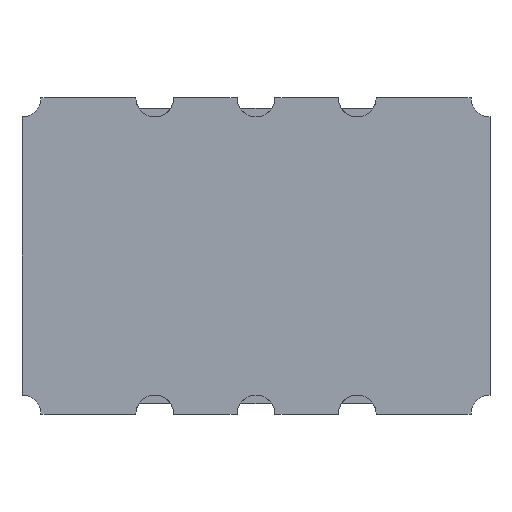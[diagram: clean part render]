
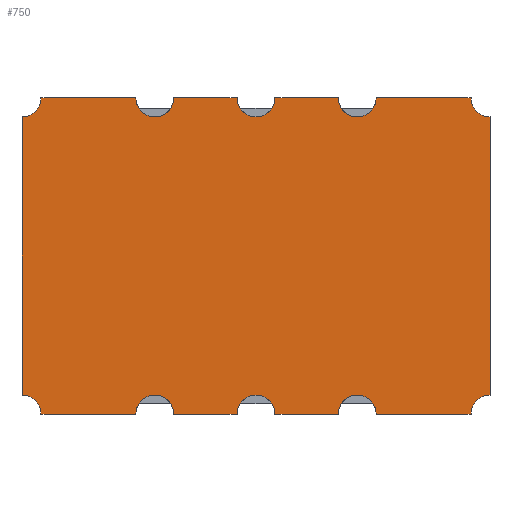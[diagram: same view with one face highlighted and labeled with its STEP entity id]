
A CAD part, front view. The second image highlights one B-rep face of the part: STEP entity #750.
In plain terms, the highlighted planar face has unit normal (0, -1, 0).
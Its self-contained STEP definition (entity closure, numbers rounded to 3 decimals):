
#70=FACE_OUTER_BOUND('',#112,.T.);
#112=EDGE_LOOP('',(#661,#662,#663,#664,#665,#666,#667,#668,#669,#670,#671,
#672,#673,#674,#675,#676,#677,#678,#679,#680));
#153=LINE('',#1227,#221);
#156=LINE('',#1235,#224);
#159=LINE('',#1243,#227);
#162=LINE('',#1251,#230);
#165=LINE('',#1259,#233);
#168=LINE('',#1267,#236);
#171=LINE('',#1275,#239);
#174=LINE('',#1283,#242);
#177=LINE('',#1291,#245);
#180=LINE('',#1298,#248);
#221=VECTOR('',#997,10.);
#224=VECTOR('',#1006,10.);
#227=VECTOR('',#1015,10.);
#230=VECTOR('',#1024,10.);
#233=VECTOR('',#1033,10.);
#236=VECTOR('',#1042,10.);
#239=VECTOR('',#1051,10.);
#242=VECTOR('',#1060,10.);
#245=VECTOR('',#1069,10.);
#248=VECTOR('',#1078,10.);
#279=CIRCLE('',#817,0.15);
#280=CIRCLE('',#820,0.15);
#281=CIRCLE('',#823,0.15);
#282=CIRCLE('',#826,0.15);
#283=CIRCLE('',#829,0.15);
#284=CIRCLE('',#832,0.15);
#285=CIRCLE('',#835,0.15);
#286=CIRCLE('',#838,0.15);
#287=CIRCLE('',#841,0.15);
#288=CIRCLE('',#844,0.15);
#337=VERTEX_POINT('',#1220);
#338=VERTEX_POINT('',#1221);
#339=VERTEX_POINT('',#1226);
#340=VERTEX_POINT('',#1230);
#341=VERTEX_POINT('',#1234);
#342=VERTEX_POINT('',#1238);
#343=VERTEX_POINT('',#1242);
#344=VERTEX_POINT('',#1246);
#345=VERTEX_POINT('',#1250);
#346=VERTEX_POINT('',#1254);
#347=VERTEX_POINT('',#1258);
#348=VERTEX_POINT('',#1262);
#349=VERTEX_POINT('',#1266);
#350=VERTEX_POINT('',#1270);
#351=VERTEX_POINT('',#1274);
#352=VERTEX_POINT('',#1278);
#353=VERTEX_POINT('',#1282);
#354=VERTEX_POINT('',#1286);
#355=VERTEX_POINT('',#1290);
#356=VERTEX_POINT('',#1294);
#425=EDGE_CURVE('',#337,#338,#279,.T.);
#428=EDGE_CURVE('',#338,#339,#153,.T.);
#430=EDGE_CURVE('',#339,#340,#280,.T.);
#432=EDGE_CURVE('',#340,#341,#156,.T.);
#434=EDGE_CURVE('',#341,#342,#281,.T.);
#436=EDGE_CURVE('',#342,#343,#159,.T.);
#438=EDGE_CURVE('',#343,#344,#282,.T.);
#440=EDGE_CURVE('',#344,#345,#162,.T.);
#442=EDGE_CURVE('',#345,#346,#283,.T.);
#444=EDGE_CURVE('',#347,#346,#165,.T.);
#446=EDGE_CURVE('',#347,#348,#284,.T.);
#448=EDGE_CURVE('',#349,#348,#168,.T.);
#450=EDGE_CURVE('',#349,#350,#285,.T.);
#452=EDGE_CURVE('',#351,#350,#171,.T.);
#454=EDGE_CURVE('',#351,#352,#286,.T.);
#456=EDGE_CURVE('',#353,#352,#174,.T.);
#458=EDGE_CURVE('',#353,#354,#287,.T.);
#460=EDGE_CURVE('',#355,#354,#177,.T.);
#462=EDGE_CURVE('',#355,#356,#288,.T.);
#464=EDGE_CURVE('',#337,#356,#180,.T.);
#661=ORIENTED_EDGE('',*,*,#464,.F.);
#662=ORIENTED_EDGE('',*,*,#425,.T.);
#663=ORIENTED_EDGE('',*,*,#428,.T.);
#664=ORIENTED_EDGE('',*,*,#430,.T.);
#665=ORIENTED_EDGE('',*,*,#432,.T.);
#666=ORIENTED_EDGE('',*,*,#434,.T.);
#667=ORIENTED_EDGE('',*,*,#436,.T.);
#668=ORIENTED_EDGE('',*,*,#438,.T.);
#669=ORIENTED_EDGE('',*,*,#440,.T.);
#670=ORIENTED_EDGE('',*,*,#442,.T.);
#671=ORIENTED_EDGE('',*,*,#444,.F.);
#672=ORIENTED_EDGE('',*,*,#446,.T.);
#673=ORIENTED_EDGE('',*,*,#448,.F.);
#674=ORIENTED_EDGE('',*,*,#450,.T.);
#675=ORIENTED_EDGE('',*,*,#452,.F.);
#676=ORIENTED_EDGE('',*,*,#454,.T.);
#677=ORIENTED_EDGE('',*,*,#456,.F.);
#678=ORIENTED_EDGE('',*,*,#458,.T.);
#679=ORIENTED_EDGE('',*,*,#460,.F.);
#680=ORIENTED_EDGE('',*,*,#462,.T.);
#708=PLANE('',#846);
#750=ADVANCED_FACE('',(#70),#708,.F.);
#817=AXIS2_PLACEMENT_3D('',#1222,#991,#992);
#820=AXIS2_PLACEMENT_3D('',#1231,#1001,#1002);
#823=AXIS2_PLACEMENT_3D('',#1239,#1010,#1011);
#826=AXIS2_PLACEMENT_3D('',#1247,#1019,#1020);
#829=AXIS2_PLACEMENT_3D('',#1255,#1028,#1029);
#832=AXIS2_PLACEMENT_3D('',#1263,#1037,#1038);
#835=AXIS2_PLACEMENT_3D('',#1271,#1046,#1047);
#838=AXIS2_PLACEMENT_3D('',#1279,#1055,#1056);
#841=AXIS2_PLACEMENT_3D('',#1287,#1064,#1065);
#844=AXIS2_PLACEMENT_3D('',#1295,#1073,#1074);
#846=AXIS2_PLACEMENT_3D('',#1299,#1079,#1080);
#991=DIRECTION('center_axis',(0.,1.,0.));
#992=DIRECTION('ref_axis',(0.,0.,-1.));
#997=DIRECTION('',(-1.,0.,0.));
#1001=DIRECTION('center_axis',(0.,1.,0.));
#1002=DIRECTION('ref_axis',(1.,0.,0.));
#1006=DIRECTION('',(-1.,0.,0.));
#1010=DIRECTION('center_axis',(0.,1.,0.));
#1011=DIRECTION('ref_axis',(1.,0.,0.));
#1015=DIRECTION('',(-1.,0.,0.));
#1019=DIRECTION('center_axis',(0.,1.,0.));
#1020=DIRECTION('ref_axis',(1.,0.,0.));
#1024=DIRECTION('',(-1.,0.,0.));
#1028=DIRECTION('center_axis',(0.,1.,0.));
#1029=DIRECTION('ref_axis',(1.,0.,0.));
#1033=DIRECTION('',(0.,0.,1.));
#1037=DIRECTION('center_axis',(0.,1.,0.));
#1038=DIRECTION('ref_axis',(0.,0.,1.));
#1042=DIRECTION('',(-1.,0.,0.));
#1046=DIRECTION('center_axis',(0.,1.,0.));
#1047=DIRECTION('ref_axis',(-1.,0.,0.));
#1051=DIRECTION('',(-1.,0.,0.));
#1055=DIRECTION('center_axis',(0.,1.,0.));
#1056=DIRECTION('ref_axis',(-1.,0.,0.));
#1060=DIRECTION('',(-1.,0.,0.));
#1064=DIRECTION('center_axis',(0.,1.,0.));
#1065=DIRECTION('ref_axis',(-1.,0.,0.));
#1069=DIRECTION('',(-1.,0.,0.));
#1073=DIRECTION('center_axis',(0.,1.,0.));
#1074=DIRECTION('ref_axis',(-1.,0.,0.));
#1078=DIRECTION('',(0.,0.,-1.));
#1079=DIRECTION('center_axis',(0.,1.,0.));
#1080=DIRECTION('ref_axis',(1.,0.,0.));
#1220=CARTESIAN_POINT('',(3.7,0.,1.1));
#1221=CARTESIAN_POINT('',(3.55,0.,1.25));
#1222=CARTESIAN_POINT('Origin',(3.7,0.,1.25));
#1226=CARTESIAN_POINT('',(2.8,0.,1.25));
#1227=CARTESIAN_POINT('',(3.55,0.,1.25));
#1230=CARTESIAN_POINT('',(2.5,0.,1.25));
#1231=CARTESIAN_POINT('Origin',(2.65,0.,1.25));
#1234=CARTESIAN_POINT('',(2.,0.,1.25));
#1235=CARTESIAN_POINT('',(2.5,0.,1.25));
#1238=CARTESIAN_POINT('',(1.7,0.,1.25));
#1239=CARTESIAN_POINT('Origin',(1.85,0.,1.25));
#1242=CARTESIAN_POINT('',(1.2,0.,1.25));
#1243=CARTESIAN_POINT('',(1.7,0.,1.25));
#1246=CARTESIAN_POINT('',(0.9,0.,1.25));
#1247=CARTESIAN_POINT('Origin',(1.05,0.,1.25));
#1250=CARTESIAN_POINT('',(0.15,0.,1.25));
#1251=CARTESIAN_POINT('',(0.9,0.,1.25));
#1254=CARTESIAN_POINT('',(0.,0.,1.1));
#1255=CARTESIAN_POINT('Origin',(0.,0.,1.25));
#1258=CARTESIAN_POINT('',(0.,0.,-1.1));
#1259=CARTESIAN_POINT('',(0.,0.,-1.1));
#1262=CARTESIAN_POINT('',(0.15,0.,-1.25));
#1263=CARTESIAN_POINT('Origin',(0.,0.,-1.25));
#1266=CARTESIAN_POINT('',(0.9,0.,-1.25));
#1267=CARTESIAN_POINT('',(0.9,0.,-1.25));
#1270=CARTESIAN_POINT('',(1.2,0.,-1.25));
#1271=CARTESIAN_POINT('Origin',(1.05,0.,-1.25));
#1274=CARTESIAN_POINT('',(1.7,0.,-1.25));
#1275=CARTESIAN_POINT('',(1.7,0.,-1.25));
#1278=CARTESIAN_POINT('',(2.,0.,-1.25));
#1279=CARTESIAN_POINT('Origin',(1.85,0.,-1.25));
#1282=CARTESIAN_POINT('',(2.5,0.,-1.25));
#1283=CARTESIAN_POINT('',(2.5,0.,-1.25));
#1286=CARTESIAN_POINT('',(2.8,0.,-1.25));
#1287=CARTESIAN_POINT('Origin',(2.65,0.,-1.25));
#1290=CARTESIAN_POINT('',(3.55,0.,-1.25));
#1291=CARTESIAN_POINT('',(3.55,0.,-1.25));
#1294=CARTESIAN_POINT('',(3.7,0.,-1.1));
#1295=CARTESIAN_POINT('Origin',(3.7,0.,-1.25));
#1298=CARTESIAN_POINT('',(3.7,0.,0.));
#1299=CARTESIAN_POINT('Origin',(1.85,0.,0.));
